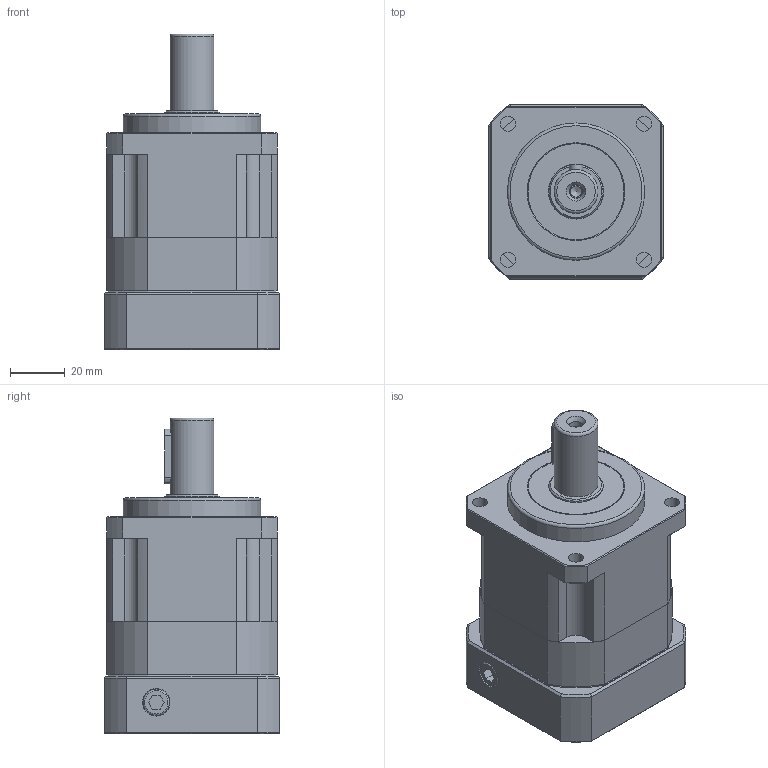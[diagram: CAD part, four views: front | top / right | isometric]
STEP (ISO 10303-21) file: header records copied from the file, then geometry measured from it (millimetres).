
FILE_DESCRIPTION((''),'2;1');
FILE_NAME('PGX62-H-1.stp','2012-02-14T15:30:44',('young'),(''),'Autodesk Inventor 2012','Autodesk Inventor 2012','');
FILE_SCHEMA(('AUTOMOTIVE_DESIGN { 1 0 10303 214 1 1 1 1 }'));
Length unit declared in the file: millimetre
Products named in the file (1): PGX62-H-1
Bounding box: 64 x 64 x 115 mm (x, y, z)
Volume: 247644.4 mm3; surface area: 72312.9 mm2
Topology: 18 solids, 18 shells, 496 faces, 1160 edges, 737 vertices
Faces by surface type: plane 274, cylinder 117, cone 81, torus 13, bspline 11
Full cylindrical faces by diameter (mm): 3.3 x5, 4 x1, 4.2 x10, 4.5 x5, 5 x6, 5.5 x8, 7 x1, 8 x4, 8.5 x4, 9 x4, 9.5 x2, 14.2 x1, 16 x2, 17 x1, 19.8 x3, 20 x2, 35 x4, 42 x1, 50 x4
Entity records: 14523 total; most frequent: CARTESIAN_POINT 3599, DIRECTION 2271, ORIENTED_EDGE 2022, EDGE_CURVE 1011, AXIS2_PLACEMENT_3D 866, VERTEX_POINT 708, EDGE_LOOP 693, VECTOR 539
